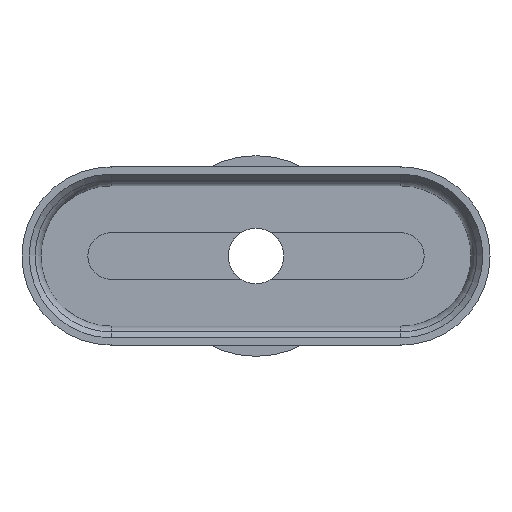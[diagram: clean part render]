
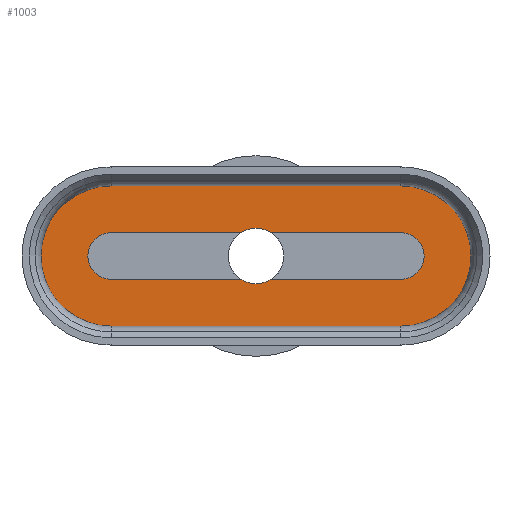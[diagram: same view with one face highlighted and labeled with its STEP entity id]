
A CAD part, front view. The second image highlights one B-rep face of the part: STEP entity #1003.
In plain terms, the highlighted planar face has unit normal (0, -1, 0).
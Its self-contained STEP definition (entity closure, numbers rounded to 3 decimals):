
#51=CIRCLE('',#1062,1.25);
#52=CIRCLE('',#1063,1.045);
#53=CIRCLE('',#1064,1.25);
#54=CIRCLE('',#1065,1.045);
#55=CIRCLE('',#1066,3.146);
#56=CIRCLE('',#1067,3.146);
#126=ORIENTED_EDGE('',*,*,#315,.F.);
#127=ORIENTED_EDGE('',*,*,#297,.T.);
#128=ORIENTED_EDGE('',*,*,#316,.T.);
#129=ORIENTED_EDGE('',*,*,#281,.F.);
#130=ORIENTED_EDGE('',*,*,#317,.F.);
#131=ORIENTED_EDGE('',*,*,#287,.F.);
#132=ORIENTED_EDGE('',*,*,#318,.T.);
#133=ORIENTED_EDGE('',*,*,#292,.T.);
#134=ORIENTED_EDGE('',*,*,#319,.F.);
#135=ORIENTED_EDGE('',*,*,#320,.F.);
#136=ORIENTED_EDGE('',*,*,#321,.F.);
#137=ORIENTED_EDGE('',*,*,#311,.T.);
#281=EDGE_CURVE('',#377,#379,#439,.T.);
#287=EDGE_CURVE('',#384,#382,#445,.T.);
#292=EDGE_CURVE('',#389,#387,#448,.T.);
#297=EDGE_CURVE('',#391,#392,#453,.T.);
#311=EDGE_CURVE('',#406,#405,#464,.T.);
#315=EDGE_CURVE('',#391,#387,#51,.F.);
#316=EDGE_CURVE('',#392,#379,#52,.T.);
#317=EDGE_CURVE('',#382,#377,#53,.F.);
#318=EDGE_CURVE('',#384,#389,#54,.T.);
#319=EDGE_CURVE('',#407,#405,#55,.T.);
#320=EDGE_CURVE('',#408,#407,#465,.T.);
#321=EDGE_CURVE('',#406,#408,#56,.T.);
#377=VERTEX_POINT('',#1366);
#379=VERTEX_POINT('',#1369);
#382=VERTEX_POINT('',#1376);
#384=VERTEX_POINT('',#1380);
#387=VERTEX_POINT('',#1390);
#389=VERTEX_POINT('',#1393);
#391=VERTEX_POINT('',#1399);
#392=VERTEX_POINT('',#1401);
#405=VERTEX_POINT('',#1432);
#406=VERTEX_POINT('',#1434);
#407=VERTEX_POINT('',#1445);
#408=VERTEX_POINT('',#1447);
#439=LINE('',#1368,#493);
#445=LINE('',#1381,#499);
#448=LINE('',#1392,#502);
#453=LINE('',#1402,#507);
#464=LINE('',#1433,#518);
#465=LINE('',#1446,#519);
#493=VECTOR('',#1136,1000.);
#499=VECTOR('',#1144,1000.);
#502=VECTOR('',#1155,1000.);
#507=VECTOR('',#1162,1000.);
#518=VECTOR('',#1187,1000.);
#519=VECTOR('',#1208,1000.);
#556=EDGE_LOOP('',(#126,#127,#128,#129,#130,#131,#132,#133));
#557=EDGE_LOOP('',(#134,#135,#136,#137));
#610=FACE_BOUND('',#556,.T.);
#611=FACE_BOUND('',#557,.T.);
#663=PLANE('',#1061);
#1003=ADVANCED_FACE('',(#610,#611),#663,.F.);
#1061=AXIS2_PLACEMENT_3D('',#1439,#1196,#1197);
#1062=AXIS2_PLACEMENT_3D('',#1440,#1198,#1199);
#1063=AXIS2_PLACEMENT_3D('',#1441,#1200,#1201);
#1064=AXIS2_PLACEMENT_3D('',#1442,#1202,#1203);
#1065=AXIS2_PLACEMENT_3D('',#1443,#1204,#1205);
#1066=AXIS2_PLACEMENT_3D('',#1444,#1206,#1207);
#1067=AXIS2_PLACEMENT_3D('',#1448,#1209,#1210);
#1136=DIRECTION('',(-1.,0.,0.));
#1144=DIRECTION('',(-1.,0.,0.));
#1155=DIRECTION('',(-1.,0.,0.));
#1162=DIRECTION('',(-1.,0.,0.));
#1187=DIRECTION('',(-1.,0.,0.));
#1196=DIRECTION('',(0.,1.,0.));
#1197=DIRECTION('',(0.,0.,1.));
#1198=DIRECTION('',(0.,1.,0.));
#1199=DIRECTION('',(0.,0.,1.));
#1200=DIRECTION('',(0.,1.,0.));
#1201=DIRECTION('',(0.,0.,1.));
#1202=DIRECTION('',(0.,1.,0.));
#1203=DIRECTION('',(0.,0.,1.));
#1204=DIRECTION('',(0.,1.,0.));
#1205=DIRECTION('',(0.,0.,1.));
#1206=DIRECTION('',(0.,1.,0.));
#1207=DIRECTION('',(0.,0.,1.));
#1208=DIRECTION('',(-1.,0.,0.));
#1209=DIRECTION('',(0.,1.,0.));
#1210=DIRECTION('',(0.,0.,1.));
#1366=CARTESIAN_POINT('',(-0.686,1.,1.045));
#1368=CARTESIAN_POINT('',(6.5,1.,1.045));
#1369=CARTESIAN_POINT('',(-6.5,1.,1.045));
#1376=CARTESIAN_POINT('',(0.686,1.,1.045));
#1380=CARTESIAN_POINT('',(6.5,1.,1.045));
#1381=CARTESIAN_POINT('',(6.5,1.,1.045));
#1390=CARTESIAN_POINT('',(0.686,1.,-1.045));
#1392=CARTESIAN_POINT('',(6.5,1.,-1.045));
#1393=CARTESIAN_POINT('',(6.5,1.,-1.045));
#1399=CARTESIAN_POINT('',(-0.686,1.,-1.045));
#1401=CARTESIAN_POINT('',(-6.5,1.,-1.045));
#1402=CARTESIAN_POINT('',(6.5,1.,-1.045));
#1432=CARTESIAN_POINT('',(-6.5,1.,3.146));
#1433=CARTESIAN_POINT('',(6.5,1.,3.146));
#1434=CARTESIAN_POINT('',(6.5,1.,3.146));
#1439=CARTESIAN_POINT('',(6.5,1.,-1.045));
#1440=CARTESIAN_POINT('',(0.,1.,0.));
#1441=CARTESIAN_POINT('',(-6.5,1.,0.));
#1442=CARTESIAN_POINT('',(0.,1.,0.));
#1443=CARTESIAN_POINT('',(6.5,1.,0.));
#1444=CARTESIAN_POINT('',(-6.5,1.,0.));
#1445=CARTESIAN_POINT('',(-6.5,1.,-3.146));
#1446=CARTESIAN_POINT('',(6.5,1.,-3.146));
#1447=CARTESIAN_POINT('',(6.5,1.,-3.146));
#1448=CARTESIAN_POINT('',(6.5,1.,0.));
